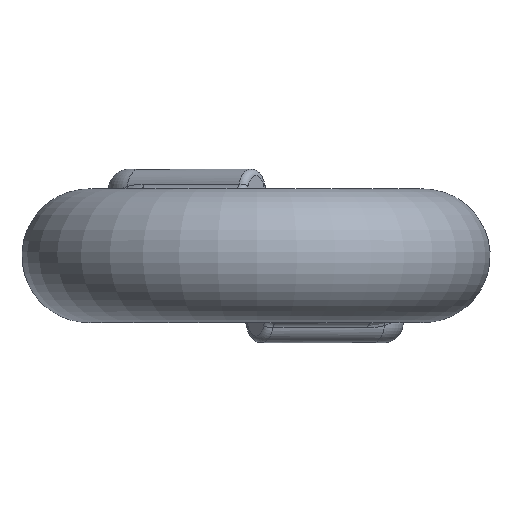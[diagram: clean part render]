
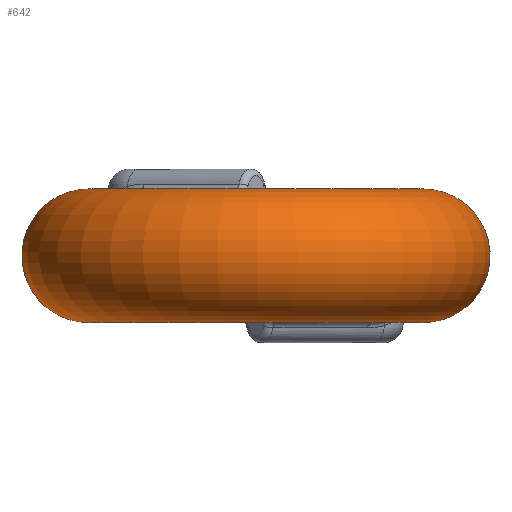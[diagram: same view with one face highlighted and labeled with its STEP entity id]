
A CAD part, top view. The second image highlights one B-rep face of the part: STEP entity #642.
In plain terms, the highlighted toroidal (fillet/blend) face has major radius 5.018 mm and minor radius 2 mm.
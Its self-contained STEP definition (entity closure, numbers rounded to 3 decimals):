
#48=B_SPLINE_CURVE_WITH_KNOTS($,3,(#1083,#1084,#1085,#1086,#1087),
 .UNSPECIFIED.,.F.,.F.,(4,1,4),(0.,0.506,
1.18),.UNSPECIFIED.);
#50=B_SPLINE_CURVE_WITH_KNOTS($,3,(#1119,#1120,#1121,#1122),
 .UNSPECIFIED.,.F.,.F.,(4,4),(0.,0.002),
 .UNSPECIFIED.);
#52=B_SPLINE_CURVE_WITH_KNOTS($,3,(#1214,#1215,#1216,#1217,#1218,#1219,
#1220,#1221,#1222,#1223,#1224),.UNSPECIFIED.,.F.,.F.,(4,1,1,1,1,1,1,1,4),
(0.,0.31,0.619,0.929,
1.238,1.393,1.548,1.857,2.167),
 .UNSPECIFIED.);
#54=B_SPLINE_CURVE_WITH_KNOTS($,3,(#1277,#1278,#1279,#1280,#1281,#1282,
#1283),.UNSPECIFIED.,.F.,.F.,(4,1,1,1,4),(0.,0.479,0.719,
1.198,1.678),.UNSPECIFIED.);
#56=B_SPLINE_CURVE_WITH_KNOTS($,3,(#1311,#1312,#1313,#1314),
 .UNSPECIFIED.,.F.,.F.,(4,4),(0.,0.619),
 .UNSPECIFIED.);
#57=B_SPLINE_CURVE_WITH_KNOTS($,3,(#1322,#1323,#1324,#1325),
 .UNSPECIFIED.,.F.,.F.,(4,4),(0.,0.619),.UNSPECIFIED.);
#58=B_SPLINE_CURVE_WITH_KNOTS($,3,(#1327,#1328,#1329,#1330,#1331,#1332,
#1333),.UNSPECIFIED.,.F.,.F.,(4,1,1,1,4),(0.,0.479,
0.719,1.198,1.678),.UNSPECIFIED.);
#59=B_SPLINE_CURVE_WITH_KNOTS($,3,(#1335,#1336,#1337,#1338,#1339,#1340,
#1341,#1342,#1343,#1344,#1345),.UNSPECIFIED.,.F.,.F.,(4,1,1,1,1,1,1,1,4),
(0.,0.31,0.619,0.774,
0.929,1.238,1.548,1.857,2.167),
 .UNSPECIFIED.);
#60=B_SPLINE_CURVE_WITH_KNOTS($,3,(#1347,#1348,#1349,#1350),
 .UNSPECIFIED.,.F.,.F.,(4,4),(0.,0.002),.UNSPECIFIED.);
#61=B_SPLINE_CURVE_WITH_KNOTS($,3,(#1352,#1353,#1354,#1355,#1356),
 .UNSPECIFIED.,.F.,.F.,(4,1,4),(0.,0.506,1.18),
 .UNSPECIFIED.);
#74=TOROIDAL_SURFACE($,#720,5.018,2.);
#108=FACE_BOUND($,#198,.T.);
#139=FACE_OUTER_BOUND($,#197,.T.);
#197=EDGE_LOOP($,(#494,#495,#496,#497,#498,#499));
#198=EDGE_LOOP($,(#500,#501,#502,#503,#504,#505));
#260=CIRCLE($,#721,5.018);
#261=CIRCLE($,#722,5.018);
#306=VERTEX_POINT($,#1045);
#308=VERTEX_POINT($,#1075);
#310=VERTEX_POINT($,#1112);
#312=VERTEX_POINT($,#1200);
#314=VERTEX_POINT($,#1267);
#316=VERTEX_POINT($,#1304);
#318=VERTEX_POINT($,#1320);
#319=VERTEX_POINT($,#1321);
#320=VERTEX_POINT($,#1326);
#321=VERTEX_POINT($,#1334);
#322=VERTEX_POINT($,#1346);
#323=VERTEX_POINT($,#1351);
#372=EDGE_CURVE($,#306,#308,#48,.T.);
#375=EDGE_CURVE($,#308,#310,#50,.T.);
#378=EDGE_CURVE($,#310,#312,#52,.T.);
#381=EDGE_CURVE($,#312,#314,#54,.T.);
#384=EDGE_CURVE($,#314,#316,#56,.T.);
#387=EDGE_CURVE($,#306,#316,#260,.T.);
#388=EDGE_CURVE($,#318,#319,#57,.T.);
#389=EDGE_CURVE($,#320,#318,#58,.T.);
#390=EDGE_CURVE($,#321,#320,#59,.T.);
#391=EDGE_CURVE($,#322,#321,#60,.T.);
#392=EDGE_CURVE($,#323,#322,#61,.T.);
#393=EDGE_CURVE($,#323,#319,#261,.T.);
#494=ORIENTED_EDGE($,*,*,#384,.F.);
#495=ORIENTED_EDGE($,*,*,#381,.F.);
#496=ORIENTED_EDGE($,*,*,#378,.F.);
#497=ORIENTED_EDGE($,*,*,#375,.F.);
#498=ORIENTED_EDGE($,*,*,#372,.F.);
#499=ORIENTED_EDGE($,*,*,#387,.T.);
#500=ORIENTED_EDGE($,*,*,#388,.F.);
#501=ORIENTED_EDGE($,*,*,#389,.F.);
#502=ORIENTED_EDGE($,*,*,#390,.F.);
#503=ORIENTED_EDGE($,*,*,#391,.F.);
#504=ORIENTED_EDGE($,*,*,#392,.F.);
#505=ORIENTED_EDGE($,*,*,#393,.T.);
#642=ADVANCED_FACE($,(#139,#108),#74,.T.);
#720=AXIS2_PLACEMENT_3D($,#1318,#859,#860);
#721=AXIS2_PLACEMENT_3D($,#1319,#861,#862);
#722=AXIS2_PLACEMENT_3D($,#1357,#863,#864);
#859=DIRECTION('center_axis',(0.,-1.,0.));
#860=DIRECTION('ref_axis',(0.,0.,-1.));
#861=DIRECTION('center_axis',(0.,-1.,0.));
#862=DIRECTION('ref_axis',(0.,0.,-1.));
#863=DIRECTION('center_axis',(0.,1.,0.));
#864=DIRECTION('ref_axis',(0.,0.,-1.));
#1045=CARTESIAN_POINT('',(-2.113,2.,5.449));
#1075=CARTESIAN_POINT('',(-2.964,1.764,4.828));
#1083=CARTESIAN_POINT('Ctrl Pts',(-2.113,2.,5.449));
#1084=CARTESIAN_POINT('Ctrl Pts',(-2.242,2.,5.36));
#1085=CARTESIAN_POINT('Ctrl Pts',(-2.536,1.968,5.144));
#1086=CARTESIAN_POINT('Ctrl Pts',(-2.808,1.852,4.93));
#1087=CARTESIAN_POINT('Ctrl Pts',(-2.964,1.764,4.828));
#1112=CARTESIAN_POINT('',(-2.965,1.763,4.827));
#1119=CARTESIAN_POINT('Ctrl Pts',(-2.964,1.764,4.828));
#1120=CARTESIAN_POINT('Ctrl Pts',(-2.965,1.763,4.828));
#1121=CARTESIAN_POINT('Ctrl Pts',(-2.965,1.763,4.827));
#1122=CARTESIAN_POINT('Ctrl Pts',(-2.965,1.763,4.827));
#1200=CARTESIAN_POINT('',(-4.159,1.216,4.868));
#1214=CARTESIAN_POINT('Ctrl Pts',(-2.965,1.763,4.827));
#1215=CARTESIAN_POINT('Ctrl Pts',(-2.966,1.722,4.74));
#1216=CARTESIAN_POINT('Ctrl Pts',(-2.975,1.63,4.574));
#1217=CARTESIAN_POINT('Ctrl Pts',(-3.038,1.451,4.361));
#1218=CARTESIAN_POINT('Ctrl Pts',(-3.213,1.241,4.243));
#1219=CARTESIAN_POINT('Ctrl Pts',(-3.444,1.126,4.286));
#1220=CARTESIAN_POINT('Ctrl Pts',(-3.622,1.093,4.371));
#1221=CARTESIAN_POINT('Ctrl Pts',(-3.793,1.087,4.48));
#1222=CARTESIAN_POINT('Ctrl Pts',(-3.983,1.124,4.644));
#1223=CARTESIAN_POINT('Ctrl Pts',(-4.105,1.183,4.791));
#1224=CARTESIAN_POINT('Ctrl Pts',(-4.159,1.216,4.868));
#1267=CARTESIAN_POINT('',(-3.926,1.924,6.057));
#1277=CARTESIAN_POINT('Ctrl Pts',(-4.159,1.216,4.868));
#1278=CARTESIAN_POINT('Ctrl Pts',(-4.242,1.268,4.987));
#1279=CARTESIAN_POINT('Ctrl Pts',(-4.331,1.371,5.177));
#1280=CARTESIAN_POINT('Ctrl Pts',(-4.352,1.573,5.493));
#1281=CARTESIAN_POINT('Ctrl Pts',(-4.243,1.774,5.791));
#1282=CARTESIAN_POINT('Ctrl Pts',(-4.043,1.885,5.979));
#1283=CARTESIAN_POINT('Ctrl Pts',(-3.926,1.924,6.057));
#1304=CARTESIAN_POINT('',(-3.465,2.,6.371));
#1311=CARTESIAN_POINT('Ctrl Pts',(-3.926,1.924,6.057));
#1312=CARTESIAN_POINT('Ctrl Pts',(-3.775,1.974,6.157));
#1313=CARTESIAN_POINT('Ctrl Pts',(-3.618,2.,6.261));
#1314=CARTESIAN_POINT('Ctrl Pts',(-3.465,2.,6.371));
#1318=CARTESIAN_POINT('Origin',(0.,0.,
10.));
#1319=CARTESIAN_POINT('Origin',(0.,2.,
10.));
#1320=CARTESIAN_POINT('',(3.926,-1.924,6.057));
#1321=CARTESIAN_POINT('',(3.465,-2.,6.371));
#1322=CARTESIAN_POINT('Ctrl Pts',(3.926,-1.924,6.057));
#1323=CARTESIAN_POINT('Ctrl Pts',(3.775,-1.974,6.157));
#1324=CARTESIAN_POINT('Ctrl Pts',(3.618,-2.,6.261));
#1325=CARTESIAN_POINT('Ctrl Pts',(3.465,-2.,6.371));
#1326=CARTESIAN_POINT('',(4.159,-1.216,4.868));
#1327=CARTESIAN_POINT('Ctrl Pts',(4.159,-1.216,4.868));
#1328=CARTESIAN_POINT('Ctrl Pts',(4.242,-1.268,4.987));
#1329=CARTESIAN_POINT('Ctrl Pts',(4.331,-1.371,5.177));
#1330=CARTESIAN_POINT('Ctrl Pts',(4.352,-1.573,5.493));
#1331=CARTESIAN_POINT('Ctrl Pts',(4.243,-1.774,5.791));
#1332=CARTESIAN_POINT('Ctrl Pts',(4.043,-1.885,5.979));
#1333=CARTESIAN_POINT('Ctrl Pts',(3.926,-1.924,6.057));
#1334=CARTESIAN_POINT('',(2.965,-1.763,4.827));
#1335=CARTESIAN_POINT('Ctrl Pts',(2.965,-1.763,4.827));
#1336=CARTESIAN_POINT('Ctrl Pts',(2.966,-1.722,4.74));
#1337=CARTESIAN_POINT('Ctrl Pts',(2.974,-1.63,4.574));
#1338=CARTESIAN_POINT('Ctrl Pts',(3.029,-1.48,4.397));
#1339=CARTESIAN_POINT('Ctrl Pts',(3.125,-1.346,4.301));
#1340=CARTESIAN_POINT('Ctrl Pts',(3.261,-1.217,4.251));
#1341=CARTESIAN_POINT('Ctrl Pts',(3.489,-1.105,4.295));
#1342=CARTESIAN_POINT('Ctrl Pts',(3.755,-1.08,4.448));
#1343=CARTESIAN_POINT('Ctrl Pts',(3.983,-1.124,4.644));
#1344=CARTESIAN_POINT('Ctrl Pts',(4.105,-1.183,4.791));
#1345=CARTESIAN_POINT('Ctrl Pts',(4.159,-1.216,4.868));
#1346=CARTESIAN_POINT('',(2.964,-1.764,4.828));
#1347=CARTESIAN_POINT('Ctrl Pts',(2.964,-1.764,4.828));
#1348=CARTESIAN_POINT('Ctrl Pts',(2.965,-1.763,4.828));
#1349=CARTESIAN_POINT('Ctrl Pts',(2.965,-1.763,4.827));
#1350=CARTESIAN_POINT('Ctrl Pts',(2.965,-1.763,4.827));
#1351=CARTESIAN_POINT('',(2.113,-2.,5.449));
#1352=CARTESIAN_POINT('Ctrl Pts',(2.113,-2.,5.449));
#1353=CARTESIAN_POINT('Ctrl Pts',(2.242,-2.,5.36));
#1354=CARTESIAN_POINT('Ctrl Pts',(2.536,-1.968,5.144));
#1355=CARTESIAN_POINT('Ctrl Pts',(2.808,-1.852,4.93));
#1356=CARTESIAN_POINT('Ctrl Pts',(2.964,-1.764,4.828));
#1357=CARTESIAN_POINT('Origin',(0.,-2.,
10.));
